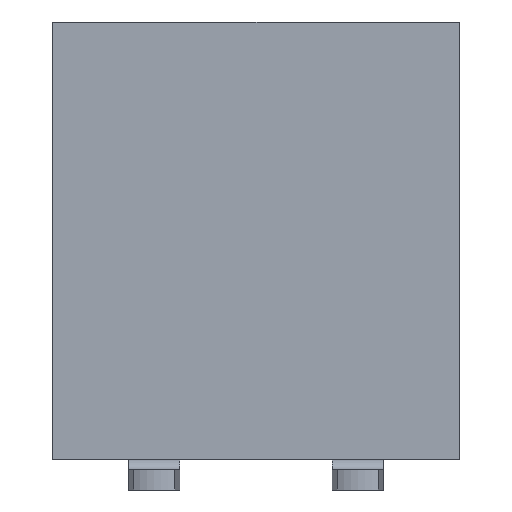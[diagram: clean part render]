
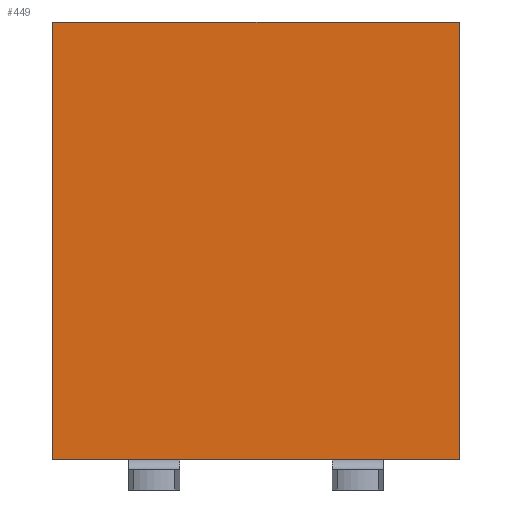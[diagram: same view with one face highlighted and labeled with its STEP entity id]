
A CAD part, left-side view. The second image highlights one B-rep face of the part: STEP entity #449.
In plain terms, the highlighted planar face has unit normal (-1, 0, 0).
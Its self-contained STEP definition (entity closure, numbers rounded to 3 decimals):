
#13=DIRECTION('',(0.,0.,1.));
#27=VECTOR('',#13,1.);
#51=VERTEX_POINT('',#52);
#52=CARTESIAN_POINT('',(-2.,-2.,0.25));
#57=DIRECTION('',(1.,0.,0.));
#59=EDGE_CURVE('',#51,#60,#62,.T.);
#60=VERTEX_POINT('',#61);
#61=CARTESIAN_POINT('',(-2.,-2.,4.55));
#62=LINE('',#52,#27);
#98=VERTEX_POINT('',#99);
#99=CARTESIAN_POINT('',(-2.,2.,4.55));
#102=EDGE_CURVE('',#103,#98,#105,.T.);
#103=VERTEX_POINT('',#104);
#104=CARTESIAN_POINT('',(-2.,2.,0.25));
#105=LINE('',#104,#27);
#125=DIRECTION('',(0.,-1.,0.));
#141=ORIENTED_EDGE('',*,*,#142,.T.);
#142=EDGE_CURVE('',#98,#60,#143,.T.);
#143=LINE('',#99,#144);
#144=VECTOR('',#125,1.);
#253=EDGE_CURVE('',#103,#51,#254,.T.);
#254=LINE('',#104,#144);
#449=ADVANCED_FACE('',(#450),#455,.F.);
#450=FACE_BOUND('',#451,.F.);
#451=EDGE_LOOP('',(#452,#141,#453,#454));
#452=ORIENTED_EDGE('',*,*,#102,.T.);
#453=ORIENTED_EDGE('',*,*,#59,.F.);
#454=ORIENTED_EDGE('',*,*,#253,.F.);
#455=PLANE('',#456);
#456=AXIS2_PLACEMENT_3D('',#104,#57,#125);
